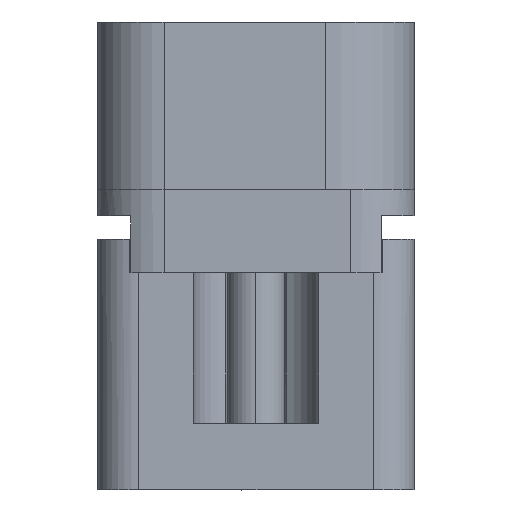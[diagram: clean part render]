
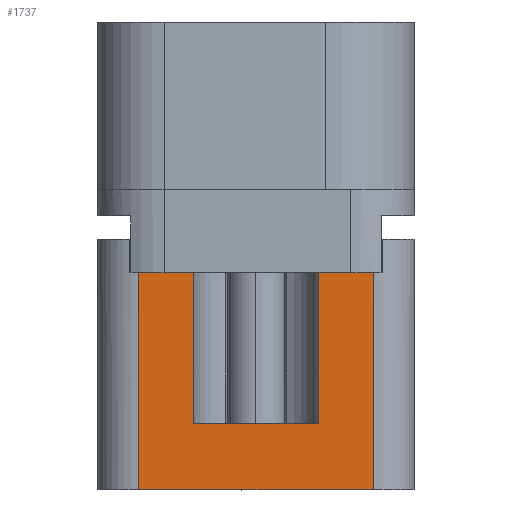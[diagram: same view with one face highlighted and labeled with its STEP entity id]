
A CAD part, left-side view. The second image highlights one B-rep face of the part: STEP entity #1737.
In plain terms, the highlighted planar face has unit normal (-1, 0, 0).
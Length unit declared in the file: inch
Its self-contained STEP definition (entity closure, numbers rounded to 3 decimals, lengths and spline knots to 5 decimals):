
#1203 = VERTEX_POINT ( 'NONE', #4468 ) ;
#1205 = EDGE_CURVE ( 'NONE', #1206, #1203, #4530, .T. ) ;
#1206 = VERTEX_POINT ( 'NONE', #4526 ) ;
#1216 = VERTEX_POINT ( 'NONE', #4505 ) ;
#1219 = EDGE_CURVE ( 'NONE', #1220, #1216, #4503, .T. ) ;
#1220 = VERTEX_POINT ( 'NONE', #4499 ) ;
#1515 = EDGE_CURVE ( 'NONE', #1216, #1206, #5054, .T. ) ;
#1571 = EDGE_CURVE ( 'NONE', #1572, #1220, #5155, .T. ) ;
#1572 = VERTEX_POINT ( 'NONE', #5151 ) ;
#1648 = VERTEX_POINT ( 'NONE', #5246 ) ;
#1650 = EDGE_CURVE ( 'NONE', #1203, #1648, #5245, .T. ) ;
#1737 = ADVANCED_FACE ( 'NONE', ( #5363 ), #5358, .T. ) ;
#1738 = ORIENTED_EDGE ( 'NONE', *, *, #1739, .T. ) ;
#1739 = EDGE_CURVE ( 'NONE', #1740, #1572, #5353, .T. ) ;
#1740 = VERTEX_POINT ( 'NONE', #5349 ) ;
#1741 = ORIENTED_EDGE ( 'NONE', *, *, #1571, .T. ) ;
#1742 = ORIENTED_EDGE ( 'NONE', *, *, #1219, .T. ) ;
#1743 = ORIENTED_EDGE ( 'NONE', *, *, #1515, .T. ) ;
#1744 = ORIENTED_EDGE ( 'NONE', *, *, #1205, .T. ) ;
#1745 = ORIENTED_EDGE ( 'NONE', *, *, #1650, .T. ) ;
#1746 = ORIENTED_EDGE ( 'NONE', *, *, #1805, .T. ) ;
#1759 = EDGE_LOOP ( 'NONE', ( #1738, #1741, #1742, #1743, #1744, #1745, #1746, #1807 ) ) ;
#1805 = EDGE_CURVE ( 'NONE', #1648, #1806, #5448, .T. ) ;
#1806 = VERTEX_POINT ( 'NONE', #5444 ) ;
#1807 = ORIENTED_EDGE ( 'NONE', *, *, #1808, .F. ) ;
#1808 = EDGE_CURVE ( 'NONE', #1740, #1806, #5443, .T. ) ;
#4468 = CARTESIAN_POINT ( 'NONE',  ( -0.7975, 0.094, -0.375 ) ) ;
#4499 = CARTESIAN_POINT ( 'NONE',  ( -0.7975, -0.094, -0.375 ) ) ;
#4500 = DIRECTION ( 'NONE',  ( 0., 0., -1. ) ) ;
#4501 = VECTOR ( 'NONE', #4500, 39.37008 ) ;
#4502 = CARTESIAN_POINT ( 'NONE',  ( -0.7975, -0.094, -0.7 ) ) ;
#4503 = LINE ( 'NONE', #4502, #4501 ) ;
#4505 = CARTESIAN_POINT ( 'NONE',  ( -0.7975, -0.094, -0.6 ) ) ;
#4526 = CARTESIAN_POINT ( 'NONE',  ( -0.7975, 0.094, -0.6 ) ) ;
#4527 = DIRECTION ( 'NONE',  ( 0., 0., 1. ) ) ;
#4528 = VECTOR ( 'NONE', #4527, 39.37008 ) ;
#4529 = CARTESIAN_POINT ( 'NONE',  ( -0.7975, 0.094, -0.7 ) ) ;
#4530 = LINE ( 'NONE', #4529, #4528 ) ;
#5049 = CARTESIAN_POINT ( 'NONE',  ( -0.7975, 0., -0.6 ) ) ;
#5054 = LINE ( 'NONE', #5049, #5110 ) ;
#5109 = DIRECTION ( 'NONE',  ( 0., 1., 0. ) ) ;
#5110 = VECTOR ( 'NONE', #5109, 39.37008 ) ;
#5151 = CARTESIAN_POINT ( 'NONE',  ( -0.7975, -0.1755, -0.375 ) ) ;
#5152 = DIRECTION ( 'NONE',  ( 0., 1., 0. ) ) ;
#5153 = VECTOR ( 'NONE', #5152, 39.37008 ) ;
#5154 = CARTESIAN_POINT ( 'NONE',  ( -0.7975, 0., -0.375 ) ) ;
#5155 = LINE ( 'NONE', #5154, #5153 ) ;
#5242 = DIRECTION ( 'NONE',  ( 0., 1., 0. ) ) ;
#5243 = VECTOR ( 'NONE', #5242, 39.37008 ) ;
#5244 = CARTESIAN_POINT ( 'NONE',  ( -0.7975, 0., -0.375 ) ) ;
#5245 = LINE ( 'NONE', #5244, #5243 ) ;
#5246 = CARTESIAN_POINT ( 'NONE',  ( -0.7975, 0.1755, -0.375 ) ) ;
#5349 = CARTESIAN_POINT ( 'NONE',  ( -0.7975, -0.1755, -0.7 ) ) ;
#5350 = DIRECTION ( 'NONE',  ( 0., 0., 1. ) ) ;
#5351 = VECTOR ( 'NONE', #5350, 39.37008 ) ;
#5352 = CARTESIAN_POINT ( 'NONE',  ( -0.7975, -0.1755, -0.7 ) ) ;
#5353 = LINE ( 'NONE', #5352, #5351 ) ;
#5354 = DIRECTION ( 'NONE',  ( 0., 0., 1. ) ) ;
#5355 = DIRECTION ( 'NONE',  ( -1., 0., 0. ) ) ;
#5356 = CARTESIAN_POINT ( 'NONE',  ( -0.7975, 0.1755, -0.7 ) ) ;
#5357 = AXIS2_PLACEMENT_3D ( 'NONE', #5356, #5355, #5354 ) ;
#5358 = PLANE ( 'NONE',  #5357 ) ;
#5363 = FACE_OUTER_BOUND ( 'NONE', #1759, .T. ) ;
#5440 = DIRECTION ( 'NONE',  ( 0., 1., 0. ) ) ;
#5441 = VECTOR ( 'NONE', #5440, 39.37008 ) ;
#5442 = CARTESIAN_POINT ( 'NONE',  ( -0.7975, -0.2375, -0.7 ) ) ;
#5443 = LINE ( 'NONE', #5442, #5441 ) ;
#5444 = CARTESIAN_POINT ( 'NONE',  ( -0.7975, 0.1755, -0.7 ) ) ;
#5445 = DIRECTION ( 'NONE',  ( 0., 0., -1. ) ) ;
#5446 = VECTOR ( 'NONE', #5445, 39.37008 ) ;
#5447 = CARTESIAN_POINT ( 'NONE',  ( -0.7975, 0.1755, -0.7 ) ) ;
#5448 = LINE ( 'NONE', #5447, #5446 ) ;
